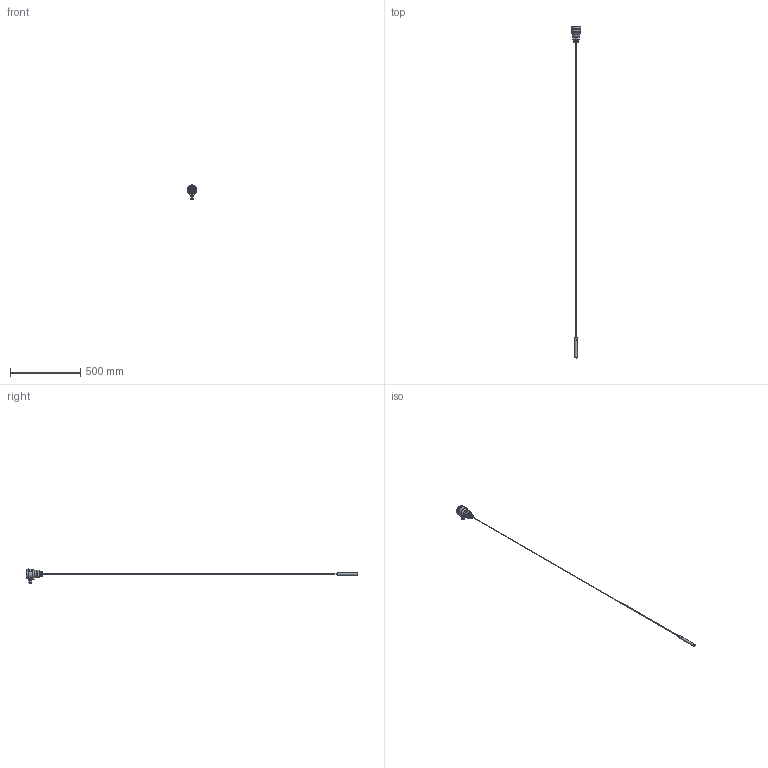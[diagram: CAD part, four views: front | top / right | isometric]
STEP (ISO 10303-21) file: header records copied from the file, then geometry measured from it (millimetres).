
FILE_DESCRIPTION(/* description */ ('Unknown'),/* implementation_level */ '2;1');
FILE_NAME(/* name */ 'CLM-70N-32-G1-_-_-B1-D-E2250',/* time_stamp */ '2025-12-03T10:37:28+01:00',/* author */ ('Unknown'),/* organization */ ('Unknown'),/* preprocessor_version */ 'ST-DEVELOPER v18.1',/* originating_system */ 'Solid Edge',/* authorisation */ 'Unknown');
FILE_SCHEMA (('AUTOMOTIVE_DESIGN {1 0 10303 214 3 1 1}'));
Length unit declared in the file: millimetre
Products named in the file (1): CLM-70N-32-G1-_-_-B1-D-E2250
Bounding box: 70.97 x 2370.66 x 100.69 mm (x, y, z)
Volume: 344944.5 mm3; surface area: 124606.8 mm2
Topology: 3 solids, 8 shells, 435 faces, 1043 edges, 653 vertices
Faces by surface type: plane 186, cone 131, cylinder 86, bspline 15, torus 11, sphere 6
Full cylindrical faces by diameter (mm): 1.8 x1, 2 x1, 2.2 x4, 2.5 x1, 3.242 x4, 4 x1, 4.4 x1, 4.45 x1, 4.5 x1, 6 x1, 6.6 x1, 8 x3, 9.5 x1, 10 x3, 14.38 x1, 16 x1, 16.2 x1, 17.2 x1, 18.2 x1, 19 x1, 29.846 x1, 44 x1, 47.76 x1, 47.987 x1, 48.755 x1, 48.947 x1, 52 x1, 54.5 x1, 64 x1
Entity records: 22946 total; most frequent: CARTESIAN_POINT 10516, DIRECTION 1954, ORIENTED_EDGE 1804, EDGE_CURVE 902, AXIS2_PLACEMENT_3D 783, VERTEX_POINT 614, FACE_BOUND 562, EDGE_LOOP 555
